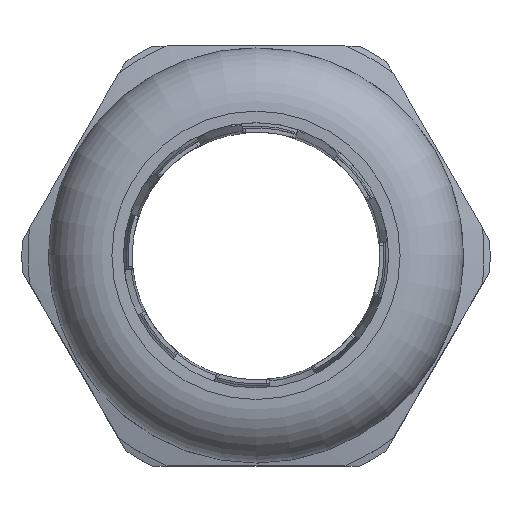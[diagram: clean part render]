
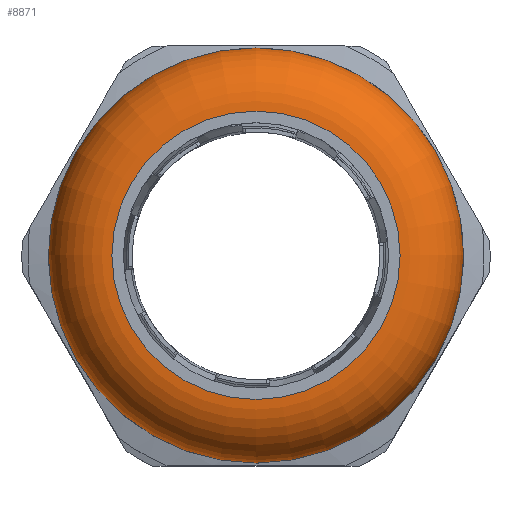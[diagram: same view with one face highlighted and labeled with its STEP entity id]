
A CAD part, top view. The second image highlights one B-rep face of the part: STEP entity #8871.
In plain terms, the highlighted toroidal (fillet/blend) face has major radius 13.72 mm and minor radius 6.03 mm.
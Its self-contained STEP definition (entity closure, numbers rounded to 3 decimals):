
#43=TOROIDAL_SURFACE('',#9541,13.72,6.03);
#1954=FACE_BOUND('',#2612,.T.);
#2059=FACE_OUTER_BOUND('',#2611,.T.);
#2611=EDGE_LOOP('',(#6294));
#2612=EDGE_LOOP('',(#6295));
#3160=CIRCLE('',#9540,13.72);
#3161=CIRCLE('',#9542,19.75);
#3791=VERTEX_POINT('',#19000);
#3792=VERTEX_POINT('',#19003);
#4756=EDGE_CURVE('',#3791,#3791,#3160,.T.);
#4757=EDGE_CURVE('',#3792,#3792,#3161,.T.);
#6294=ORIENTED_EDGE('',*,*,#4757,.F.);
#6295=ORIENTED_EDGE('',*,*,#4756,.T.);
#8871=ADVANCED_FACE('',(#2059,#1954),#43,.T.);
#9540=AXIS2_PLACEMENT_3D('',#19001,#10838,#10839);
#9541=AXIS2_PLACEMENT_3D('',#19002,#10840,#10841);
#9542=AXIS2_PLACEMENT_3D('',#19004,#10842,#10843);
#10838=DIRECTION('center_axis',(0.,0.,-1.));
#10839=DIRECTION('ref_axis',(1.,0.,0.));
#10840=DIRECTION('center_axis',(0.,0.,-1.));
#10841=DIRECTION('ref_axis',(-1.,0.,0.));
#10842=DIRECTION('center_axis',(0.,0.,-1.));
#10843=DIRECTION('ref_axis',(1.,0.,0.));
#19000=CARTESIAN_POINT('',(-13.72,0.,27.53));
#19001=CARTESIAN_POINT('Origin',(0.,0.,27.53));
#19002=CARTESIAN_POINT('Origin',(0.,0.,21.5));
#19003=CARTESIAN_POINT('',(-19.75,0.,21.5));
#19004=CARTESIAN_POINT('Origin',(0.,0.,21.5));
